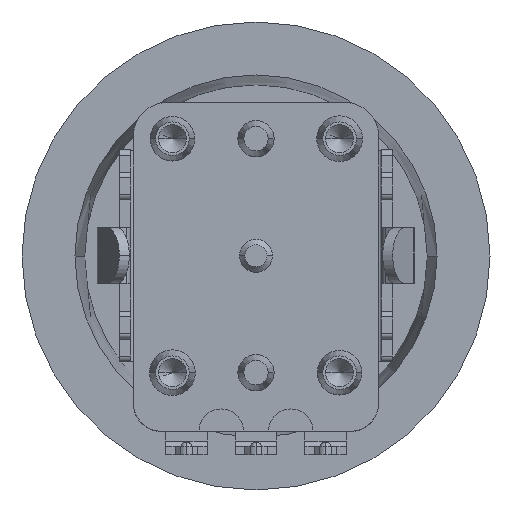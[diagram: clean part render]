
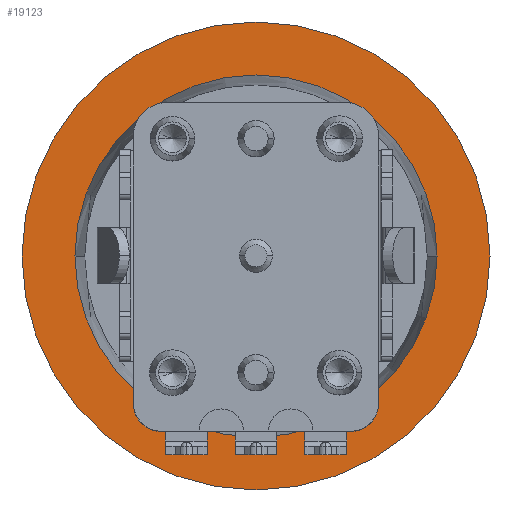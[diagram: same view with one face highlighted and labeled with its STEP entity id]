
A CAD part, top view. The second image highlights one B-rep face of the part: STEP entity #19123.
In plain terms, the highlighted face is planar.
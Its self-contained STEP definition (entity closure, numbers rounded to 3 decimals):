
#126 = EDGE_CURVE ( 'NONE', #13173, #13576, #4687, .T. ) ;
#206 = CARTESIAN_POINT ( 'NONE',  ( 0., 0., 6.5 ) ) ;
#474 = DIRECTION ( 'NONE',  ( 0., 0., -1. ) ) ;
#852 = EDGE_CURVE ( 'NONE', #15542, #14211, #5109, .T. ) ;
#1045 = DIRECTION ( 'NONE',  ( 0., -1., 0. ) ) ;
#2180 = CARTESIAN_POINT ( 'NONE',  ( 8.4, 0., 0. ) ) ;
#2339 = CARTESIAN_POINT ( 'NONE',  ( 0., 0., -6.5 ) ) ;
#2625 = CIRCLE ( 'NONE', #4482, 6.5 ) ;
#2687 = DIRECTION ( 'NONE',  ( 0., 0., 1. ) ) ;
#2827 = EDGE_CURVE ( 'NONE', #13576, #13173, #2625, .T. ) ;
#3287 = EDGE_CURVE ( 'NONE', #14211, #15542, #10530, .T. ) ;
#4482 = AXIS2_PLACEMENT_3D ( 'NONE', #17662, #6486, #9818 ) ;
#4624 = AXIS2_PLACEMENT_3D ( 'NONE', #16853, #17118, #12280 ) ;
#4687 = CIRCLE ( 'NONE', #7531, 6.5 ) ;
#5109 = CIRCLE ( 'NONE', #19478, 8.4 ) ;
#5748 = EDGE_LOOP ( 'NONE', ( #6467, #11675 ) ) ;
#6467 = ORIENTED_EDGE ( 'NONE', *, *, #126, .T. ) ;
#6486 = DIRECTION ( 'NONE',  ( 0., 1., 0. ) ) ;
#7134 = DIRECTION ( 'NONE',  ( 0., 0., -1. ) ) ;
#7531 = AXIS2_PLACEMENT_3D ( 'NONE', #18335, #16686, #2687 ) ;
#8253 = DIRECTION ( 'NONE',  ( 0., -1., 0. ) ) ;
#8764 = EDGE_LOOP ( 'NONE', ( #12899, #15198 ) ) ;
#9568 = FACE_OUTER_BOUND ( 'NONE', #8764, .T. ) ;
#9818 = DIRECTION ( 'NONE',  ( 0., 0., 1. ) ) ;
#10479 = CARTESIAN_POINT ( 'NONE',  ( 0., 0., 0. ) ) ;
#10530 = CIRCLE ( 'NONE', #4624, 8.4 ) ;
#11675 = ORIENTED_EDGE ( 'NONE', *, *, #2827, .T. ) ;
#12105 = CARTESIAN_POINT ( 'NONE',  ( 0., 0., 8.4 ) ) ;
#12280 = DIRECTION ( 'NONE',  ( 0., 0., -1. ) ) ;
#12899 = ORIENTED_EDGE ( 'NONE', *, *, #3287, .T. ) ;
#13173 = VERTEX_POINT ( 'NONE', #2339 ) ;
#13576 = VERTEX_POINT ( 'NONE', #206 ) ;
#14211 = VERTEX_POINT ( 'NONE', #16176 ) ;
#14436 = PLANE ( 'NONE',  #16766 ) ;
#15198 = ORIENTED_EDGE ( 'NONE', *, *, #852, .T. ) ;
#15542 = VERTEX_POINT ( 'NONE', #12105 ) ;
#16176 = CARTESIAN_POINT ( 'NONE',  ( 0., 0., -8.4 ) ) ;
#16686 = DIRECTION ( 'NONE',  ( 0., 1., 0. ) ) ;
#16766 = AXIS2_PLACEMENT_3D ( 'NONE', #2180, #8253, #474 ) ;
#16853 = CARTESIAN_POINT ( 'NONE',  ( 0., 0., 0. ) ) ;
#17118 = DIRECTION ( 'NONE',  ( 0., -1., 0. ) ) ;
#17156 = FACE_BOUND ( 'NONE', #5748, .T. ) ;
#17662 = CARTESIAN_POINT ( 'NONE',  ( 0., 0., 0. ) ) ;
#18335 = CARTESIAN_POINT ( 'NONE',  ( 0., 0., 0. ) ) ;
#19123 = ADVANCED_FACE ( 'NONE', ( #17156, #9568 ), #14436, .T. ) ;
#19478 = AXIS2_PLACEMENT_3D ( 'NONE', #10479, #1045, #7134 ) ;
